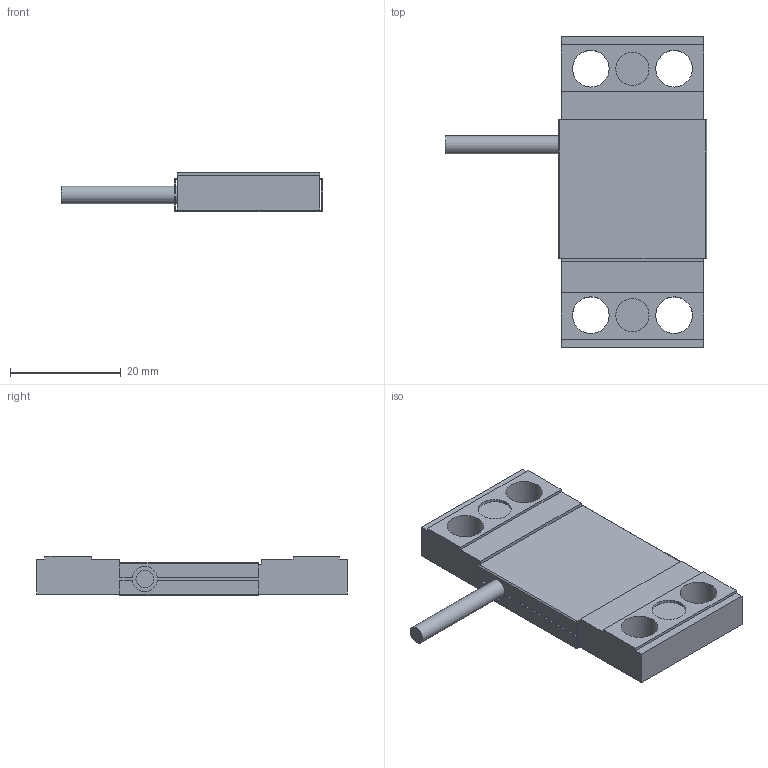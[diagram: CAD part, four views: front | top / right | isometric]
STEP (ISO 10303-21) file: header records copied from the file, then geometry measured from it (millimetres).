
FILE_DESCRIPTION( ( 'Unknown' ), '1' );
FILE_NAME( 'DZ1-60N.stp', 'Unknown', ( 'Unknown' ), ( 'Unknown' ), 'PSStep 17.0.49', 'Unknown', ' ' );
FILE_SCHEMA( ( 'AUTOMOTIVE_DESIGN { 1 0 10303 214 1 1 1 1 }' ) );
Length unit declared in the file: millimetre
Products named in the file (4): Assem1; 1180-001_doc-00060089; 1180-003_DOC-00080141; kabeldurchmesser 3_doc-00042572
Assembly tree (3 placements, depth 2):
  Assem1
    1180-001_doc-00060089
    1180-003_DOC-00080141
    kabeldurchmesser 3_doc-00042572
Bounding box: 47.05 x 56 x 7.1 mm (x, y, z)
Volume: 8415.4 mm3; surface area: 7893.1 mm2
Topology: 3 solids, 3 shells, 51 faces, 129 edges, 86 vertices
Faces by surface type: plane 38, cylinder 13
Full cylindrical faces by diameter (mm): 3.2 x1, 6 x2, 6.6 x4
Entity records: 1988 total; most frequent: CARTESIAN_POINT 263, DIRECTION 258, ORIENTED_EDGE 244, EDGE_CURVE 122, LINE 96, VECTOR 96, VERTEX_POINT 86, AXIS2_PLACEMENT_3D 81
